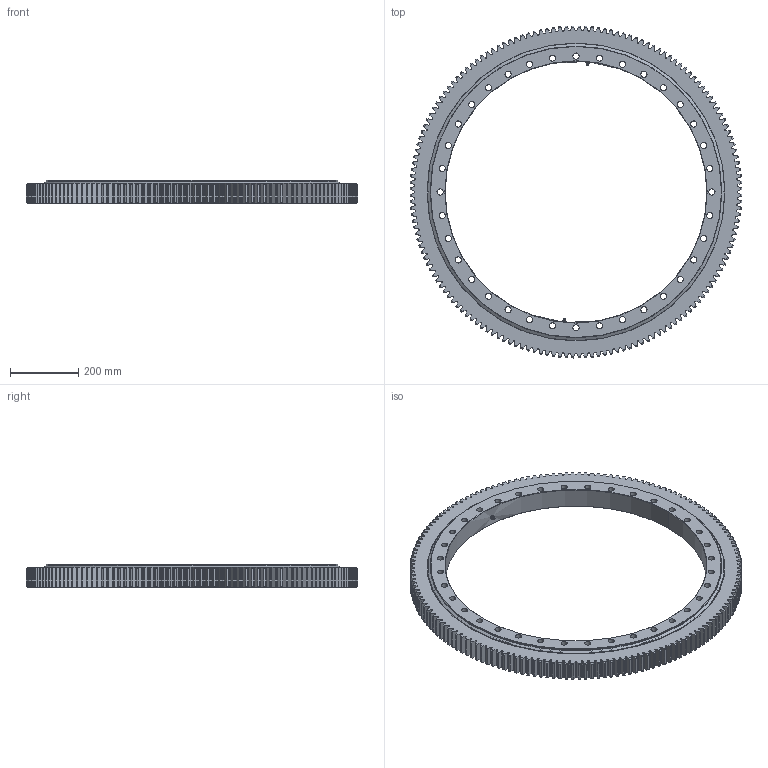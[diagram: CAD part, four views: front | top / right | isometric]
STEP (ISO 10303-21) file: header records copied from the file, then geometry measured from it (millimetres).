
FILE_DESCRIPTION (( 'STEP AP214' ), '1' );
FILE_NAME ('E.972.25.00.D.3.STEP', '2016-04-15T09:49:14', ( '' ), ( '' ), 'SwSTEP 2.0', 'SolidWorks 2015', '' );
FILE_SCHEMA (( 'AUTOMOTIVE_DESIGN' ));
Length unit declared in the file: millimetre
Products named in the file (7): C.972.B25B.A3N.0 - OR; C.972.B25B.A3N.0 - IR; E.972.25.00.D.3; Grease nipple M10x1mm; C.972.B25B.A3N.0 - OR Seal; C.972.B25B.A3N.0 - IR Seal; Ball D25
Assembly tree (98 placements, depth 2):
  E.972.25.00.D.3
    C.972.B25B.A3N.0 - IR
    C.972.B25B.A3N.0 - OR
    Ball D25  x92
    C.972.B25B.A3N.0 - IR Seal
    C.972.B25B.A3N.0 - OR Seal
    Grease nipple M10x1mm  x2
Bounding box: 971.89 x 971.89 x 70 mm (x, y, z)
Volume: 14182127.9 mm3; surface area: 2004260.3 mm2
Topology: 98 solids, 98 shells, 2009 faces, 5895 edges, 3871 vertices
Faces by surface type: bspline 800, cone 454, cylinder 344, plane 195, sphere 184, torus 32
Entity records: 65160 total; most frequent: CARTESIAN_POINT 22406, ORIENTED_EDGE 10218, DIRECTION 6112, EDGE_CURVE 5109, VERTEX_POINT 3371, B_SPLINE_CURVE_WITH_KNOTS 2280, AXIS2_PLACEMENT_3D 2189, EDGE_LOOP 1922
